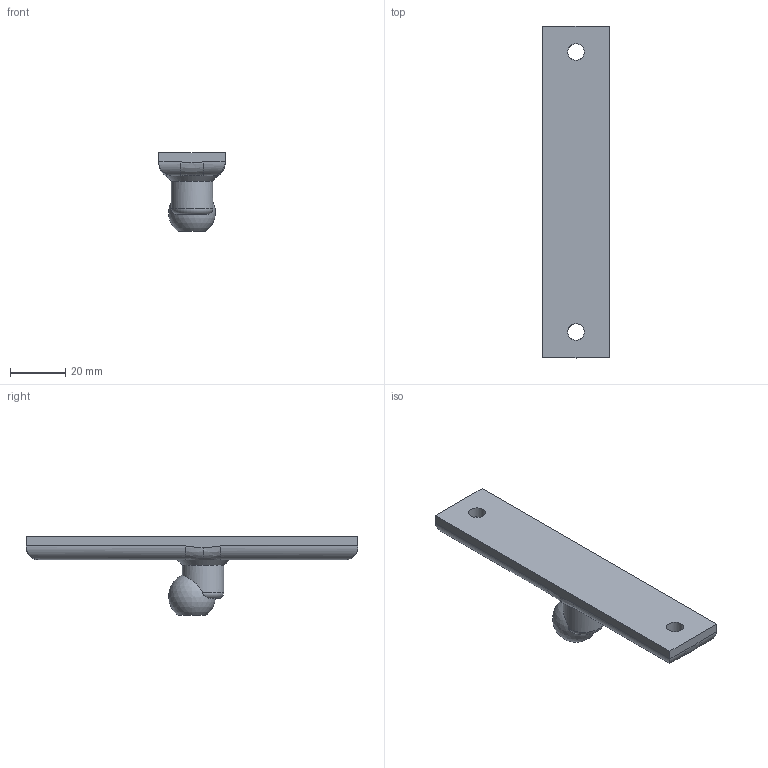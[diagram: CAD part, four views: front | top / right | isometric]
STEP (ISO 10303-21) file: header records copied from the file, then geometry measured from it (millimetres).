
FILE_DESCRIPTION(('STEP AP242'), '1');
FILE_NAME('PhoneHolderBall', '', ('UNSPECIFIED'), ('UNSPECIFIED'), 'C3D Converter', 'C3D Toolkit', '');
FILE_SCHEMA(('AP242_MANAGED_MODEL_BASED_3D_ENGINEERING_MIM_LF { 1 0 10303 442 1 1 4 }'));
Length unit declared in the file: millimetre
Bounding box: 24 x 120 x 28.5 mm (x, y, z)
Volume: 25414.6 mm3; surface area: 8984.4 mm2
Topology: 1 solids, 1 shells, 34 faces, 79 edges, 49 vertices
Faces by surface type: cylinder 16, plane 10, bspline 5, sphere 1, cone 1, torus 1
Full cylindrical faces by diameter (mm): 6 x3, 12 x2, 15 x1
Entity records: 2267 total; most frequent: CARTESIAN_POINT 1233, DIRECTION 144, ORIENTED_EDGE 142, EDGE_CURVE 71, AXIS2_PLACEMENT_3D 60, VERTEX_POINT 48, EDGE_LOOP 47, FACE_BOUND 36
